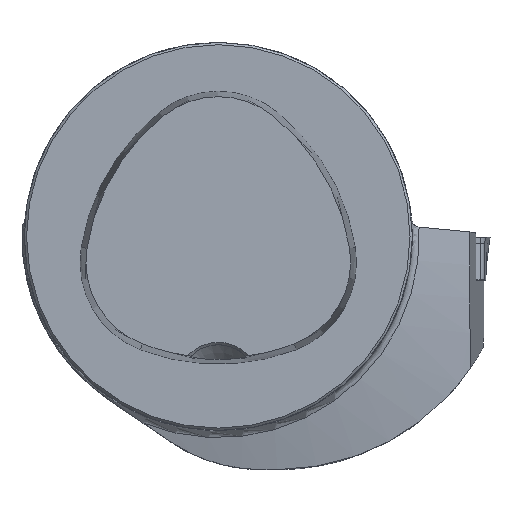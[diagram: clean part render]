
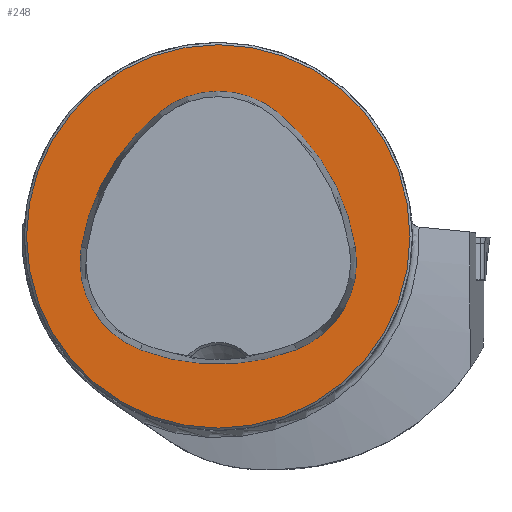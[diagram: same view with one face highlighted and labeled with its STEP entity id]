
A CAD part, top view. The second image highlights one B-rep face of the part: STEP entity #248.
In plain terms, the highlighted planar face has unit normal (0, 0, 1).
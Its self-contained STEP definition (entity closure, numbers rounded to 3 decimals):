
#119=FACE_BOUND('',#557,.T.);
#120=FACE_BOUND('',#558,.T.);
#198=CIRCLE('',#2415,28.075);
#200=CIRCLE('',#2418,28.075);
#201=CIRCLE('',#2419,12.075);
#202=CIRCLE('',#2420,12.075);
#203=CIRCLE('',#2421,28.075);
#204=CIRCLE('',#2422,12.075);
#205=CIRCLE('',#2423,24.7);
#248=ADVANCED_FACE('CU_E_LO_SU_1',(#119,#120),#369,.T.);
#369=PLANE('',#2424);
#557=EDGE_LOOP('',(#938,#939,#940,#941,#942,#943));
#558=EDGE_LOOP('',(#944));
#938=ORIENTED_EDGE('',*,*,#1785,.F.);
#939=ORIENTED_EDGE('',*,*,#1786,.F.);
#940=ORIENTED_EDGE('',*,*,#1778,.F.);
#941=ORIENTED_EDGE('',*,*,#1787,.F.);
#942=ORIENTED_EDGE('',*,*,#1788,.F.);
#943=ORIENTED_EDGE('',*,*,#1789,.F.);
#944=ORIENTED_EDGE('',*,*,#1790,.T.);
#1553=VERTEX_POINT('',#3789);
#1554=VERTEX_POINT('',#3791);
#1560=VERTEX_POINT('',#3823);
#1561=VERTEX_POINT('',#3824);
#1562=VERTEX_POINT('',#3827);
#1563=VERTEX_POINT('',#3829);
#1564=VERTEX_POINT('',#3832);
#1778=EDGE_CURVE('',#1553,#1554,#198,.T.);
#1785=EDGE_CURVE('',#1560,#1561,#200,.T.);
#1786=EDGE_CURVE('',#1554,#1560,#201,.T.);
#1787=EDGE_CURVE('',#1562,#1553,#202,.T.);
#1788=EDGE_CURVE('',#1563,#1562,#203,.T.);
#1789=EDGE_CURVE('',#1561,#1563,#204,.T.);
#1790=EDGE_CURVE('',#1564,#1564,#205,.T.);
#2415=AXIS2_PLACEMENT_3D('',#3790,#2710,#2711);
#2418=AXIS2_PLACEMENT_3D('',#3822,#2717,#2718);
#2419=AXIS2_PLACEMENT_3D('',#3825,#2719,#2720);
#2420=AXIS2_PLACEMENT_3D('',#3826,#2721,#2722);
#2421=AXIS2_PLACEMENT_3D('',#3828,#2723,#2724);
#2422=AXIS2_PLACEMENT_3D('',#3830,#2725,#2726);
#2423=AXIS2_PLACEMENT_3D('',#3831,#2727,#2728);
#2424=AXIS2_PLACEMENT_3D('',#3833,#2729,#2730);
#2710=DIRECTION('',(0.,0.,1.));
#2711=DIRECTION('',(-1.,0.,0.));
#2717=DIRECTION('',(0.,0.,1.));
#2718=DIRECTION('',(-1.,0.,0.));
#2719=DIRECTION('',(0.,0.,1.));
#2720=DIRECTION('',(-1.,0.,0.));
#2721=DIRECTION('',(0.,0.,1.));
#2722=DIRECTION('',(-1.,0.,0.));
#2723=DIRECTION('',(0.,0.,1.));
#2724=DIRECTION('',(-1.,0.,0.));
#2725=DIRECTION('',(0.,0.,1.));
#2726=DIRECTION('',(-1.,0.,0.));
#2727=DIRECTION('',(0.,0.,1.));
#2728=DIRECTION('',(-1.,0.,0.));
#2729=DIRECTION('',(0.,0.,1.));
#2730=DIRECTION('',(-1.,0.,0.));
#3789=CARTESIAN_POINT('',(-10.05,-14.595,0.));
#3790=CARTESIAN_POINT('',(0.,11.62,0.));
#3791=CARTESIAN_POINT('',(10.05,-14.595,0.));
#3822=CARTESIAN_POINT('',(-10.078,-5.807,0.));
#3823=CARTESIAN_POINT('',(17.656,-1.443,0.));
#3824=CARTESIAN_POINT('',(7.606,15.999,0.));
#3825=CARTESIAN_POINT('',(5.727,-3.32,0.));
#3826=CARTESIAN_POINT('',(-5.727,-3.32,0.));
#3827=CARTESIAN_POINT('',(-17.656,-1.443,0.));
#3828=CARTESIAN_POINT('',(10.078,-5.807,0.));
#3829=CARTESIAN_POINT('',(-7.606,15.999,0.));
#3830=CARTESIAN_POINT('',(0.,6.62,0.));
#3831=CARTESIAN_POINT('',(0.,0.,0.));
#3832=CARTESIAN_POINT('',(-24.7,0.,0.));
#3833=CARTESIAN_POINT('',(0.,0.,0.));
